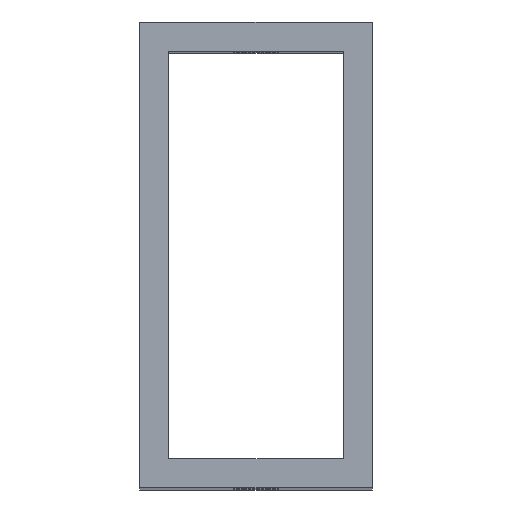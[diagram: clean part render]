
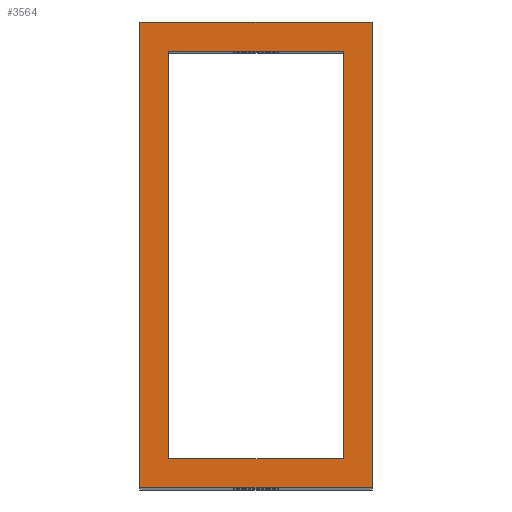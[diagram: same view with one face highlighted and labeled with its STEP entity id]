
A CAD part, top view. The second image highlights one B-rep face of the part: STEP entity #3564.
In plain terms, the highlighted planar face has unit normal (0, 0, 1).
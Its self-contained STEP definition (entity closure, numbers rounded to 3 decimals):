
#392 = VERTEX_POINT ( 'NONE', #1691 ) ;
#569 = CARTESIAN_POINT ( 'NONE',  ( -12.7, -25.4, 127. ) ) ;
#1129 = VERTEX_POINT ( 'NONE', #7156 ) ;
#1210 = DIRECTION ( 'NONE',  ( 0., -1., 0. ) ) ;
#1253 = LINE ( 'NONE', #2585, #4935 ) ;
#1343 = DIRECTION ( 'NONE',  ( 0., 1., 0. ) ) ;
#1403 = CARTESIAN_POINT ( 'NONE',  ( -12.7, 25.4, 127. ) ) ;
#1520 = VECTOR ( 'NONE', #4506, 1000. ) ;
#1691 = CARTESIAN_POINT ( 'NONE',  ( -12.7, 25.4, 127. ) ) ;
#1746 = LINE ( 'NONE', #8531, #4874 ) ;
#1886 = DIRECTION ( 'NONE',  ( -1., 0., 0. ) ) ;
#2020 = CARTESIAN_POINT ( 'NONE',  ( -9.525, 22.225, 127. ) ) ;
#2021 = VERTEX_POINT ( 'NONE', #2433 ) ;
#2098 = LINE ( 'NONE', #4801, #4823 ) ;
#2173 = VERTEX_POINT ( 'NONE', #569 ) ;
#2294 = LINE ( 'NONE', #5124, #4003 ) ;
#2433 = CARTESIAN_POINT ( 'NONE',  ( -9.525, -22.225, 127. ) ) ;
#2505 = VECTOR ( 'NONE', #3531, 1000. ) ;
#2585 = CARTESIAN_POINT ( 'NONE',  ( 12.7, -25.4, 127. ) ) ;
#3148 = VERTEX_POINT ( 'NONE', #5970 ) ;
#3167 = CARTESIAN_POINT ( 'NONE',  ( -9.525, 22.225, 127. ) ) ;
#3218 = FACE_OUTER_BOUND ( 'NONE', #5586, .T. ) ;
#3493 = EDGE_CURVE ( 'NONE', #2021, #3148, #3841, .T. ) ;
#3531 = DIRECTION ( 'NONE',  ( -1., 0., 0. ) ) ;
#3564 = ADVANCED_FACE ( 'NONE', ( #3218, #4634 ), #8626, .F. ) ;
#3597 = EDGE_CURVE ( 'NONE', #5801, #392, #5529, .T. ) ;
#3719 = VECTOR ( 'NONE', #4066, 1000. ) ;
#3796 = ORIENTED_EDGE ( 'NONE', *, *, #7726, .F. ) ;
#3806 = CARTESIAN_POINT ( 'NONE',  ( 12.7, 25.4, 127. ) ) ;
#3841 = LINE ( 'NONE', #4463, #1520 ) ;
#4001 = VERTEX_POINT ( 'NONE', #7536 ) ;
#4003 = VECTOR ( 'NONE', #5002, 1000. ) ;
#4066 = DIRECTION ( 'NONE',  ( -1., 0., 0. ) ) ;
#4288 = ORIENTED_EDGE ( 'NONE', *, *, #8368, .F. ) ;
#4309 = DIRECTION ( 'NONE',  ( 1., 0., 0. ) ) ;
#4463 = CARTESIAN_POINT ( 'NONE',  ( -9.525, -22.225, 127. ) ) ;
#4506 = DIRECTION ( 'NONE',  ( 1., 0., 0. ) ) ;
#4634 = FACE_BOUND ( 'NONE', #6188, .T. ) ;
#4801 = CARTESIAN_POINT ( 'NONE',  ( -12.7, -25.4, 127. ) ) ;
#4823 = VECTOR ( 'NONE', #4309, 1000. ) ;
#4874 = VECTOR ( 'NONE', #6534, 1000. ) ;
#4935 = VECTOR ( 'NONE', #1343, 1000. ) ;
#5002 = DIRECTION ( 'NONE',  ( 0., -1., 0. ) ) ;
#5048 = VERTEX_POINT ( 'NONE', #3167 ) ;
#5092 = ORIENTED_EDGE ( 'NONE', *, *, #5787, .T. ) ;
#5124 = CARTESIAN_POINT ( 'NONE',  ( -9.525, -22.225, 127. ) ) ;
#5134 = EDGE_CURVE ( 'NONE', #1129, #5801, #1253, .T. ) ;
#5529 = LINE ( 'NONE', #1403, #2505 ) ;
#5586 = EDGE_LOOP ( 'NONE', ( #6573, #6480, #6914, #5092 ) ) ;
#5787 = EDGE_CURVE ( 'NONE', #2173, #1129, #2098, .T. ) ;
#5801 = VERTEX_POINT ( 'NONE', #3806 ) ;
#5812 = VECTOR ( 'NONE', #1210, 1000. ) ;
#5970 = CARTESIAN_POINT ( 'NONE',  ( 9.525, -22.225, 127. ) ) ;
#6188 = EDGE_LOOP ( 'NONE', ( #4288, #7429, #3796, #6490 ) ) ;
#6472 = AXIS2_PLACEMENT_3D ( 'NONE', #8670, #7960, #1886 ) ;
#6475 = EDGE_CURVE ( 'NONE', #392, #2173, #6580, .T. ) ;
#6480 = ORIENTED_EDGE ( 'NONE', *, *, #3597, .T. ) ;
#6490 = ORIENTED_EDGE ( 'NONE', *, *, #7512, .F. ) ;
#6534 = DIRECTION ( 'NONE',  ( 0., 1., 0. ) ) ;
#6573 = ORIENTED_EDGE ( 'NONE', *, *, #5134, .T. ) ;
#6580 = LINE ( 'NONE', #8082, #5812 ) ;
#6914 = ORIENTED_EDGE ( 'NONE', *, *, #6475, .T. ) ;
#7156 = CARTESIAN_POINT ( 'NONE',  ( 12.7, -25.4, 127. ) ) ;
#7429 = ORIENTED_EDGE ( 'NONE', *, *, #3493, .F. ) ;
#7512 = EDGE_CURVE ( 'NONE', #4001, #5048, #8629, .T. ) ;
#7536 = CARTESIAN_POINT ( 'NONE',  ( 9.525, 22.225, 127. ) ) ;
#7726 = EDGE_CURVE ( 'NONE', #5048, #2021, #2294, .T. ) ;
#7960 = DIRECTION ( 'NONE',  ( 0., 0., -1. ) ) ;
#8082 = CARTESIAN_POINT ( 'NONE',  ( -12.7, -25.4, 127. ) ) ;
#8368 = EDGE_CURVE ( 'NONE', #3148, #4001, #1746, .T. ) ;
#8531 = CARTESIAN_POINT ( 'NONE',  ( 9.525, -22.225, 127. ) ) ;
#8626 = PLANE ( 'NONE',  #6472 ) ;
#8629 = LINE ( 'NONE', #2020, #3719 ) ;
#8670 = CARTESIAN_POINT ( 'NONE',  ( 0., 0., 127. ) ) ;
